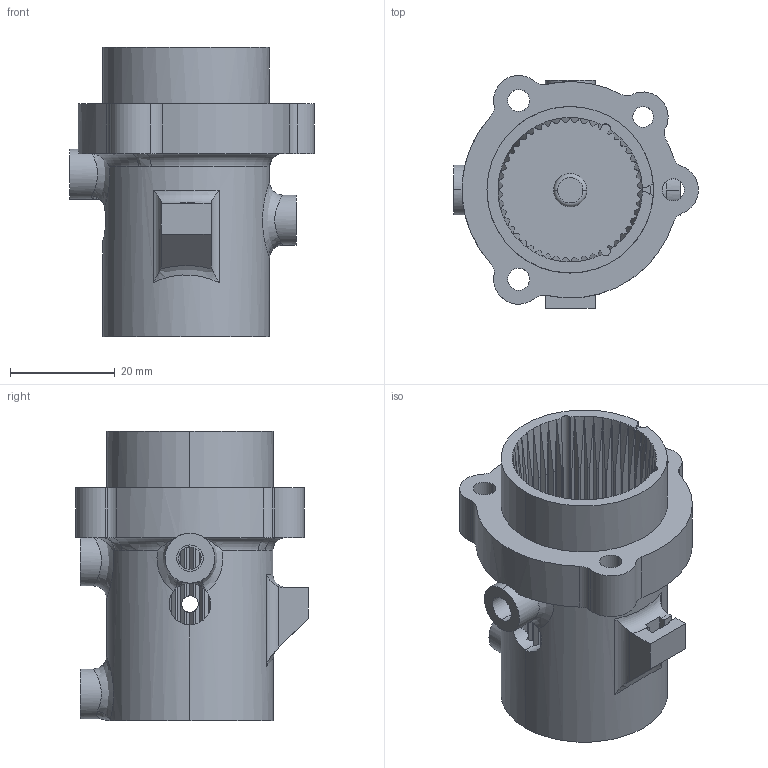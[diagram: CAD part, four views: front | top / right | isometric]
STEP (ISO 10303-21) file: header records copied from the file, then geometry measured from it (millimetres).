
FILE_DESCRIPTION (( 'STEP AP214' ), '1' );
FILE_NAME ('SLA-Sample-Well.STEP', '2020-02-10T18:37:24', ( '' ), ( '' ), 'SwSTEP 2.0', 'SolidWorks 2018', '' );
FILE_SCHEMA (( 'AUTOMOTIVE_DESIGN' ));
Length unit declared in the file: inch
Products named in the file (1): 1010124-610-0254 - Sample Holder-flipped - PTFE Rod
Bounding box: 46.67 x 44.38 x 55.17 mm (x, y, z)
Volume: 22908.3 mm3; surface area: 16410.1 mm2
Topology: 1 solids, 1 shells, 338 faces, 904 edges, 565 vertices
Faces by surface type: plane 141, cylinder 124, bspline 64, torus 8, cone 1
Entity records: 13253 total; most frequent: CARTESIAN_POINT 5313, ORIENTED_EDGE 1808, DIRECTION 1502, EDGE_CURVE 904, VERTEX_POINT 565, AXIS2_PLACEMENT_3D 559, LINE 384, VECTOR 384
